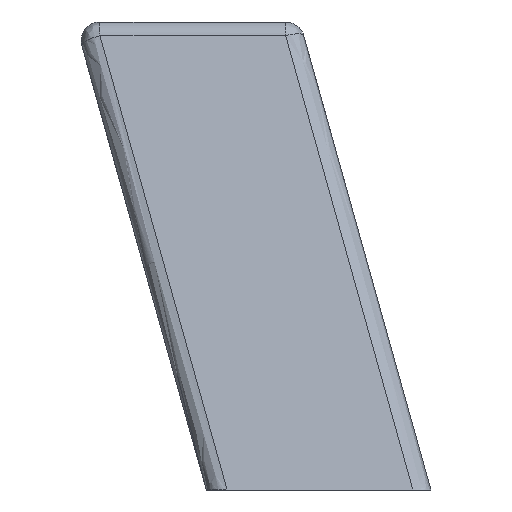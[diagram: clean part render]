
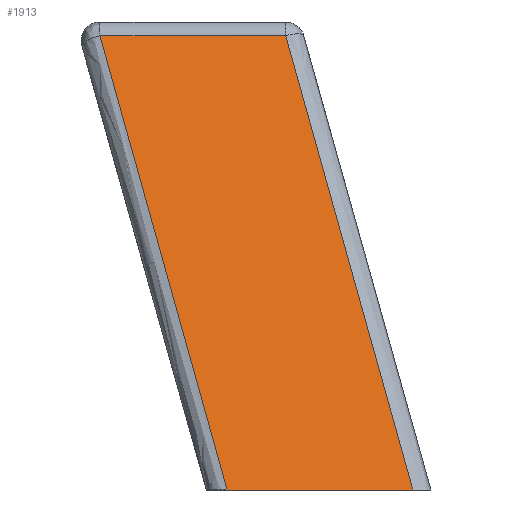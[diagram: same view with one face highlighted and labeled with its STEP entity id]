
A CAD part, left-side view. The second image highlights one B-rep face of the part: STEP entity #1913.
In plain terms, the highlighted free-form (B-spline) face has degree [1, 1] with [2, 2] control points.
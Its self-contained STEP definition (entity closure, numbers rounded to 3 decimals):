
#943=CARTESIAN_POINT('',(-43.205,7.758,24.27));
#944=VERTEX_POINT('',#943);
#990=CARTESIAN_POINT('',(-50.0,0.963,0.0));
#991=VERTEX_POINT('',#990);
#992=CARTESIAN_POINT('',(-50.0,0.963,0.0));
#993=CARTESIAN_POINT('',(-43.205,7.758,24.27));
#994=QUASI_UNIFORM_CURVE('',1,(#992,#993),.UNSPECIFIED.,.F.,.U.);
#995=EDGE_CURVE('',#991,#944,#994,.T.);
#1214=CARTESIAN_POINT('',(-43.205,17.681,24.27));
#1215=VERTEX_POINT('',#1214);
#1262=CARTESIAN_POINT('',(-50.0,10.886,0.0));
#1263=VERTEX_POINT('',#1262);
#1281=CARTESIAN_POINT('',(-43.205,17.681,24.27));
#1282=CARTESIAN_POINT('',(-50.0,10.886,0.0));
#1283=QUASI_UNIFORM_CURVE('',1,(#1281,#1282),.UNSPECIFIED.,.F.,.U.);
#1284=EDGE_CURVE('',#1215,#1263,#1283,.T.);
#1721=CARTESIAN_POINT('',(-43.205,7.758,24.27));
#1722=CARTESIAN_POINT('',(-43.205,17.681,24.27));
#1723=QUASI_UNIFORM_CURVE('',1,(#1721,#1722),.UNSPECIFIED.,.F.,.U.);
#1724=EDGE_CURVE('',#944,#1215,#1723,.T.);
#1833=CARTESIAN_POINT('',(-50.0,10.886,0.0));
#1834=CARTESIAN_POINT('',(-50.0,0.963,0.0));
#1835=QUASI_UNIFORM_CURVE('',1,(#1833,#1834),.UNSPECIFIED.,.F.,.U.);
#1836=EDGE_CURVE('',#1263,#991,#1835,.T.);
#1902=CARTESIAN_POINT('',(-42.865,0.128,25.482));
#1903=CARTESIAN_POINT('',(-50.339,0.128,-1.212));
#1904=CARTESIAN_POINT('',(-42.865,18.516,25.482));
#1905=CARTESIAN_POINT('',(-50.339,18.516,-1.212));
#1906=B_SPLINE_SURFACE_WITH_KNOTS('',1,1,((#1902,#1904),(#1903,#1905)),.UNSPECIFIED.,.F.,.F.,.U.,(2,2),(2,2),(0.0,27.721),(0.0,18.388),.UNSPECIFIED.);
#1907=ORIENTED_EDGE('',*,*,#1836,.T.);
#1908=ORIENTED_EDGE('',*,*,#995,.T.);
#1909=ORIENTED_EDGE('',*,*,#1724,.T.);
#1910=ORIENTED_EDGE('',*,*,#1284,.T.);
#1911=EDGE_LOOP('',(#1907,#1908,#1909,#1910));
#1912=FACE_OUTER_BOUND('',#1911,.T.);
#1913=ADVANCED_FACE('',(#1912),#1906,.F.);
